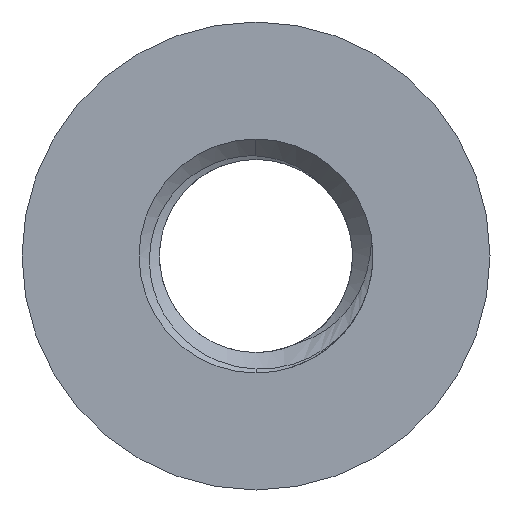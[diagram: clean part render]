
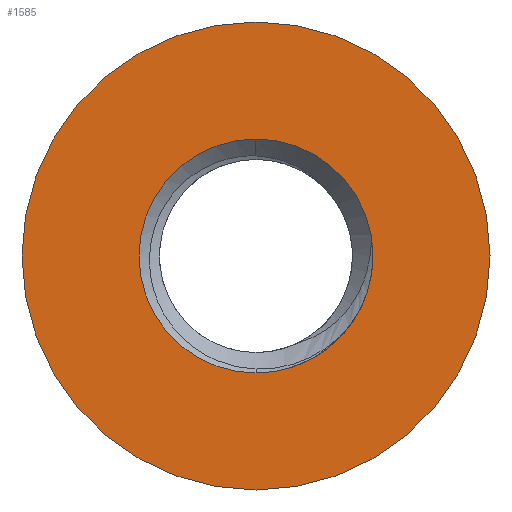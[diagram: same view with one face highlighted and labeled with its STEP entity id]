
A CAD part, front view. The second image highlights one B-rep face of the part: STEP entity #1585.
In plain terms, the highlighted planar face has unit normal (0, -1, 0).
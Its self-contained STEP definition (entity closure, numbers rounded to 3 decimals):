
#45 = DIRECTION ( 'NONE',  ( 0., 1., 0. ) ) ;
#224 = EDGE_CURVE ( 'NONE', #7279, #6076, #1760, .T. ) ;
#395 = CARTESIAN_POINT ( 'NONE',  ( 0., 0., -4. ) ) ;
#408 = CIRCLE ( 'NONE', #4314, 2. ) ;
#412 = DIRECTION ( 'NONE',  ( 0., 0., 1. ) ) ;
#490 = AXIS2_PLACEMENT_3D ( 'NONE', #3363, #45, #7291 ) ;
#746 = CARTESIAN_POINT ( 'NONE',  ( 1.967, 0., 0.364 ) ) ;
#768 = DIRECTION ( 'NONE',  ( 0., 1., 0. ) ) ;
#929 = CARTESIAN_POINT ( 'NONE',  ( 1.636, 0., -1.15 ) ) ;
#972 = CIRCLE ( 'NONE', #6838, 4. ) ;
#1098 = DIRECTION ( 'NONE',  ( 0., 0., 1. ) ) ;
#1143 = DIRECTION ( 'NONE',  ( 0., 1., 0. ) ) ;
#1171 = ORIENTED_EDGE ( 'NONE', *, *, #4299, .F. ) ;
#1301 = VERTEX_POINT ( 'NONE', #746 ) ;
#1330 = CARTESIAN_POINT ( 'NONE',  ( 0., 0., 0. ) ) ;
#1436 = CARTESIAN_POINT ( 'NONE',  ( 0., 0., 0. ) ) ;
#1466 = DIRECTION ( 'NONE',  ( 0., 1., 0. ) ) ;
#1482 = ORIENTED_EDGE ( 'NONE', *, *, #3899, .T. ) ;
#1561 = CARTESIAN_POINT ( 'NONE',  ( 0., 0., 4. ) ) ;
#1585 = ADVANCED_FACE ( 'NONE', ( #4882, #5045 ), #3912, .F. ) ;
#1693 = ORIENTED_EDGE ( 'NONE', *, *, #5514, .T. ) ;
#1760 = CIRCLE ( 'NONE', #7223, 4. ) ;
#1804 = ORIENTED_EDGE ( 'NONE', *, *, #5899, .T. ) ;
#2010 = DIRECTION ( 'NONE',  ( 0., 0., 1. ) ) ;
#2049 = CARTESIAN_POINT ( 'NONE',  ( 0., 0., 0. ) ) ;
#2291 = DIRECTION ( 'NONE',  ( 0., 1., 0. ) ) ;
#2736 = CARTESIAN_POINT ( 'NONE',  ( 0., 0., 0. ) ) ;
#2999 = ORIENTED_EDGE ( 'NONE', *, *, #6095, .T. ) ;
#3077 = DIRECTION ( 'NONE',  ( 0., 1., 0. ) ) ;
#3363 = CARTESIAN_POINT ( 'NONE',  ( 0., 0., 0. ) ) ;
#3596 = AXIS2_PLACEMENT_3D ( 'NONE', #6197, #1143, #5627 ) ;
#3706 = DIRECTION ( 'NONE',  ( 0., 0., 1. ) ) ;
#3899 = EDGE_CURVE ( 'NONE', #5706, #1301, #6384, .T. ) ;
#3912 = PLANE ( 'NONE',  #3596 ) ;
#4106 = VERTEX_POINT ( 'NONE', #929 ) ;
#4187 = DIRECTION ( 'NONE',  ( 0., 0., 1. ) ) ;
#4217 = CIRCLE ( 'NONE', #4448, 2. ) ;
#4299 = EDGE_CURVE ( 'NONE', #6076, #7279, #972, .T. ) ;
#4314 = AXIS2_PLACEMENT_3D ( 'NONE', #2736, #5447, #412 ) ;
#4448 = AXIS2_PLACEMENT_3D ( 'NONE', #2049, #1466, #3706 ) ;
#4882 = FACE_BOUND ( 'NONE', #5965, .T. ) ;
#5045 = FACE_OUTER_BOUND ( 'NONE', #7182, .T. ) ;
#5235 = ORIENTED_EDGE ( 'NONE', *, *, #224, .F. ) ;
#5434 = AXIS2_PLACEMENT_3D ( 'NONE', #1436, #3077, #2010 ) ;
#5447 = DIRECTION ( 'NONE',  ( 0., 1., 0. ) ) ;
#5514 = EDGE_CURVE ( 'NONE', #1301, #4106, #4217, .T. ) ;
#5616 = CIRCLE ( 'NONE', #5434, 2. ) ;
#5627 = DIRECTION ( 'NONE',  ( 0., 0., 1. ) ) ;
#5706 = VERTEX_POINT ( 'NONE', #6890 ) ;
#5899 = EDGE_CURVE ( 'NONE', #6025, #5706, #5616, .T. ) ;
#5965 = EDGE_LOOP ( 'NONE', ( #1693, #2999, #1804, #1482 ) ) ;
#6025 = VERTEX_POINT ( 'NONE', #6671 ) ;
#6076 = VERTEX_POINT ( 'NONE', #1561 ) ;
#6095 = EDGE_CURVE ( 'NONE', #4106, #6025, #408, .T. ) ;
#6197 = CARTESIAN_POINT ( 'NONE',  ( 0., 0., 0. ) ) ;
#6267 = CARTESIAN_POINT ( 'NONE',  ( 0., 0., 0. ) ) ;
#6384 = CIRCLE ( 'NONE', #490, 2. ) ;
#6671 = CARTESIAN_POINT ( 'NONE',  ( 0., 0., -2. ) ) ;
#6838 = AXIS2_PLACEMENT_3D ( 'NONE', #1330, #768, #4187 ) ;
#6890 = CARTESIAN_POINT ( 'NONE',  ( 0., 0., 2. ) ) ;
#7182 = EDGE_LOOP ( 'NONE', ( #5235, #1171 ) ) ;
#7223 = AXIS2_PLACEMENT_3D ( 'NONE', #6267, #2291, #1098 ) ;
#7279 = VERTEX_POINT ( 'NONE', #395 ) ;
#7291 = DIRECTION ( 'NONE',  ( 0., 0., 1. ) ) ;
